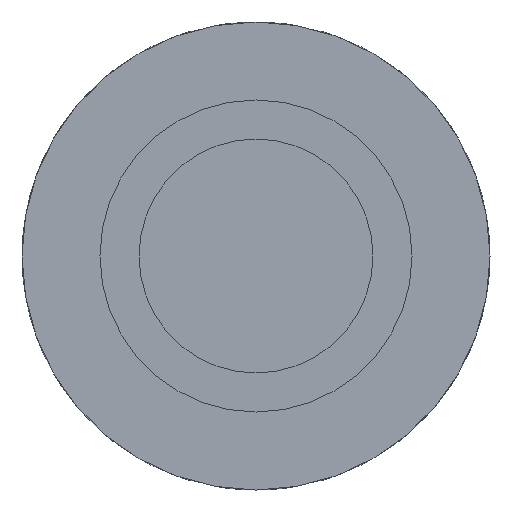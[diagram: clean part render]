
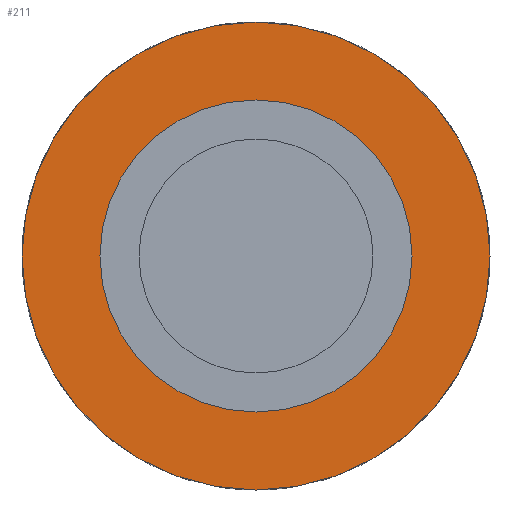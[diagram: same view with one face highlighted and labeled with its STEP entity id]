
A CAD part, front view. The second image highlights one B-rep face of the part: STEP entity #211.
In plain terms, the highlighted planar face has unit normal (0, -1, 0).
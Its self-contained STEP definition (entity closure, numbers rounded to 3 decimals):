
#21 = EDGE_CURVE ( 'NONE', #104, #104, #84, .T. ) ;
#27 = CARTESIAN_POINT ( 'NONE',  ( 0., 31., 0. ) ) ;
#35 = AXIS2_PLACEMENT_3D ( 'NONE', #123, #219, #343 ) ;
#84 = CIRCLE ( 'NONE', #359, 12. ) ;
#86 = DIRECTION ( 'NONE',  ( 0., 0., -1. ) ) ;
#90 = DIRECTION ( 'NONE',  ( 0., -1., 0. ) ) ;
#95 = FACE_OUTER_BOUND ( 'NONE', #193, .T. ) ;
#103 = ORIENTED_EDGE ( 'NONE', *, *, #138, .F. ) ;
#104 = VERTEX_POINT ( 'NONE', #232 ) ;
#123 = CARTESIAN_POINT ( 'NONE',  ( 12., 31., 0. ) ) ;
#138 = EDGE_CURVE ( 'NONE', #170, #170, #317, .T. ) ;
#170 = VERTEX_POINT ( 'NONE', #289 ) ;
#193 = EDGE_LOOP ( 'NONE', ( #231 ) ) ;
#211 = ADVANCED_FACE ( 'NONE', ( #95, #279 ), #402, .T. ) ;
#219 = DIRECTION ( 'NONE',  ( 0., -1., 0. ) ) ;
#231 = ORIENTED_EDGE ( 'NONE', *, *, #21, .T. ) ;
#232 = CARTESIAN_POINT ( 'NONE',  ( 0., 31., -12. ) ) ;
#252 = DIRECTION ( 'NONE',  ( 0., 0., -1. ) ) ;
#260 = EDGE_LOOP ( 'NONE', ( #103 ) ) ;
#279 = FACE_BOUND ( 'NONE', #260, .T. ) ;
#289 = CARTESIAN_POINT ( 'NONE',  ( 0., 31., -8. ) ) ;
#291 = AXIS2_PLACEMENT_3D ( 'NONE', #27, #90, #252 ) ;
#317 = CIRCLE ( 'NONE', #291, 8. ) ;
#328 = DIRECTION ( 'NONE',  ( 0., -1., 0. ) ) ;
#333 = CARTESIAN_POINT ( 'NONE',  ( 0., 31., 0. ) ) ;
#343 = DIRECTION ( 'NONE',  ( 0., 0., -1. ) ) ;
#359 = AXIS2_PLACEMENT_3D ( 'NONE', #333, #328, #86 ) ;
#402 = PLANE ( 'NONE',  #35 ) ;
